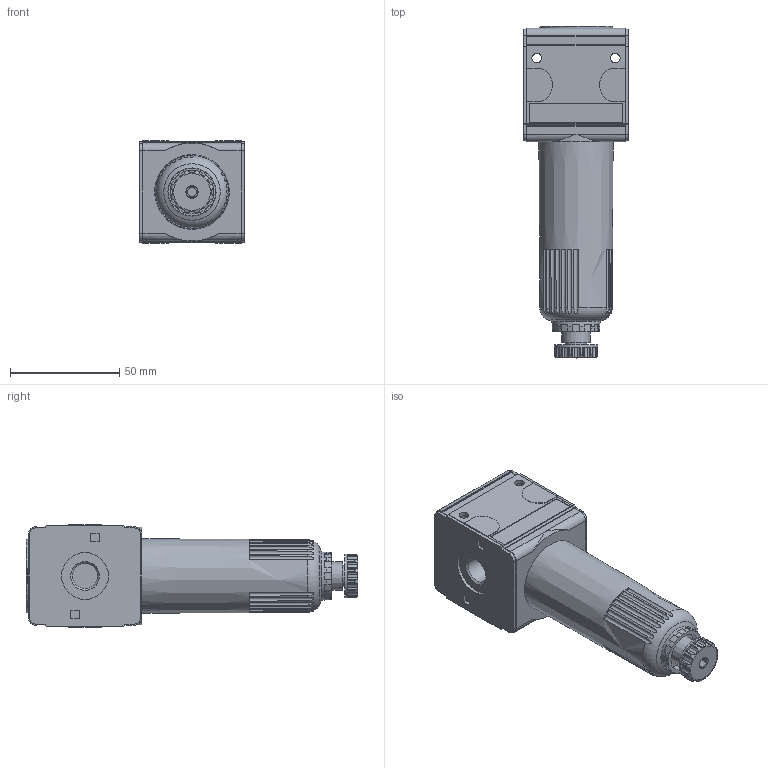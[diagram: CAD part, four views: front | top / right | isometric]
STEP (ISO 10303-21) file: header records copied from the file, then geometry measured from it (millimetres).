
FILE_DESCRIPTION( ( 'STEP AP203' ), ' ' );
FILE_NAME( '9.1311.901.stp', '2017-04-10T07:00:27', ( '' ), ( '' ), ' ', 'PARTsolutions', ' ' );
FILE_SCHEMA( ( 'CONFIG_CONTROL_DESIGN' ) );
Length unit declared in the file: millimetre
Products named in the file (3): 9.1311.901; _FV 11 K-HA-00000-G; _FV 11 K-HA--P1
Assembly tree (2 placements, depth 2):
  9.1311.901
    _FV 11 K-HA-00000-G
    _FV 11 K-HA--P1
Bounding box: 47.8 x 152 x 47 mm (x, y, z)
Volume: 184594.9 mm3; surface area: 29114.1 mm2
Topology: 2 solids, 2 shells, 355 faces, 965 edges, 641 vertices
Faces by surface type: plane 207, cylinder 117, cone 29, torus 2
Full cylindrical faces by diameter (mm): 4 x1, 4.4 x4, 9.728 x1, 11.445 x2, 15.7 x1, 19.2 x1, 20 x1, 21.4 x2, 22 x1, 33.5 x1
Entity records: 12472 total; most frequent: CARTESIAN_POINT 3553, ORIENTED_EDGE 1858, DIRECTION 1782, EDGE_CURVE 929, AXIS2_PLACEMENT_3D 640, VERTEX_POINT 633, LINE 502, VECTOR 502
